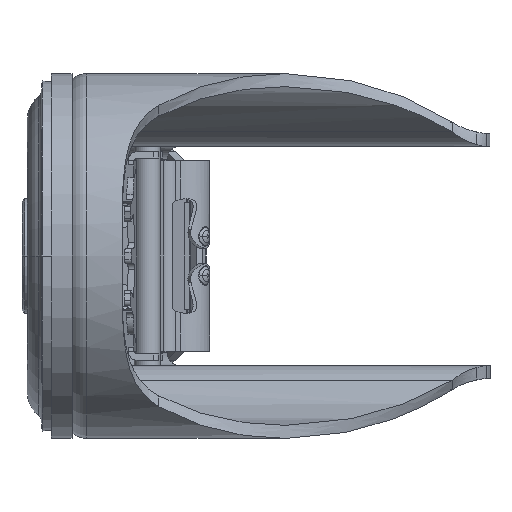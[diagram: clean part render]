
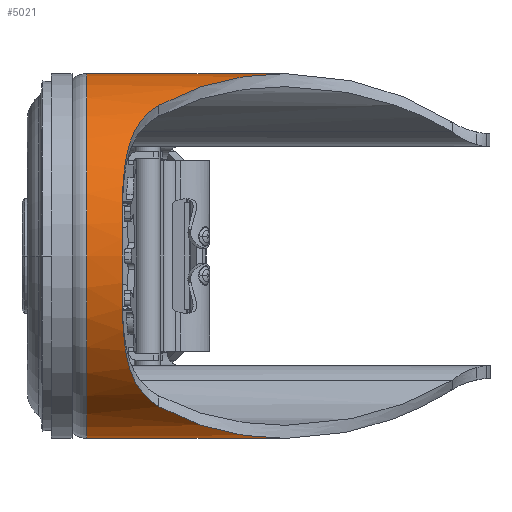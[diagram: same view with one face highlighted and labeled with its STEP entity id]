
A CAD part, left-side view. The second image highlights one B-rep face of the part: STEP entity #5021.
In plain terms, the highlighted cylindrical face has radius 35 mm (diameter 70 mm), a partial arc.
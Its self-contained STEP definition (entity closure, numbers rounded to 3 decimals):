
#473 = CARTESIAN_POINT ( 'NONE',  ( -19.742, -26.27, 28.901 ) ) ;
#562 = CARTESIAN_POINT ( 'NONE',  ( -6.24, -42.632, -34.478 ) ) ;
#576 = CARTESIAN_POINT ( 'NONE',  ( -35., -19.2, 0. ) ) ;
#1114 = CARTESIAN_POINT ( 'NONE',  ( 0., -12.414, 35. ) ) ;
#1415 = CARTESIAN_POINT ( 'NONE',  ( -34.862, -19.199, 3.804 ) ) ;
#2676 = EDGE_CURVE ( 'NONE', #27634, #9022, #4566, .T. ) ;
#4421 = CARTESIAN_POINT ( 'NONE',  ( -11.361, -36.318, -33.151 ) ) ;
#4566 = B_SPLINE_CURVE_WITH_KNOTS ( 'NONE', 3,
 ( #11734, #22133, #19984, #11589, #20407, #22387, #24362, #9630, #6847, #4988, #15426, #1415, #12008, #10044 ),
 .UNSPECIFIED., .F., .F.,
 ( 4, 1, 1, 1, 1, 1, 1, 1, 1, 1, 1, 4 ),
 ( 0., 0.091, 0.182, 0.273, 0.364, 0.455, 0.545, 0.636, 0.727, 0.818, 0.909, 1. ),
 .UNSPECIFIED. ) ;
#4585 = CARTESIAN_POINT ( 'NONE',  ( -19.742, -26.27, -28.901 ) ) ;
#4873 = CARTESIAN_POINT ( 'NONE',  ( -35., -19.2, 0. ) ) ;
#4988 = CARTESIAN_POINT ( 'NONE',  ( -33.282, -19.264, 11.02 ) ) ;
#5021 = ADVANCED_FACE ( 'NONE', ( #7358 ), #11555, .T. ) ;
#5132 = CARTESIAN_POINT ( 'NONE',  ( -30.606, -19.668, -17.072 ) ) ;
#5152 = CARTESIAN_POINT ( 'NONE',  ( -4.569, -44.706, 34.814 ) ) ;
#5312 = CARTESIAN_POINT ( 'NONE',  ( -1.469, -48.634, 35. ) ) ;
#5867 = LINE ( 'NONE', #6139, #15732 ) ;
#5929 = DIRECTION ( 'NONE',  ( 0., -1., 0. ) ) ;
#5984 = CARTESIAN_POINT ( 'NONE',  ( -20.327, -25.579, -28.501 ) ) ;
#6139 = CARTESIAN_POINT ( 'NONE',  ( 0., -111.94, 35. ) ) ;
#6277 = CARTESIAN_POINT ( 'NONE',  ( -16.516, -30.094, -30.917 ) ) ;
#6334 = CARTESIAN_POINT ( 'NONE',  ( 0., -50.511, -35. ) ) ;
#6847 = CARTESIAN_POINT ( 'NONE',  ( -32.047, -19.404, 14.2 ) ) ;
#6940 = DIRECTION ( 'NONE',  ( 0., 1., 0. ) ) ;
#6964 = DIRECTION ( 'NONE',  ( 0., 1., 0. ) ) ;
#7035 = B_SPLINE_CURVE_WITH_KNOTS ( 'NONE', 3,
 ( #4873, #13447, #15858, #24521, #20010, #24391, #5132, #17864, #24663, #13856, #13699, #22556, #5984, #14553 ),
 .UNSPECIFIED., .F., .F.,
 ( 4, 1, 1, 1, 1, 1, 1, 1, 1, 1, 1, 4 ),
 ( 0., 0.091, 0.182, 0.273, 0.364, 0.455, 0.545, 0.636, 0.727, 0.818, 0.909, 1. ),
 .UNSPECIFIED. ) ;
#7358 = FACE_OUTER_BOUND ( 'NONE', #22765, .T. ) ;
#8388 = CARTESIAN_POINT ( 'NONE',  ( -19.742, -26.27, -28.901 ) ) ;
#8741 = EDGE_CURVE ( 'NONE', #19747, #23208, #5867, .T. ) ;
#9022 = VERTEX_POINT ( 'NONE', #576 ) ;
#9091 = ORIENTED_EDGE ( 'NONE', *, *, #23720, .T. ) ;
#9630 = CARTESIAN_POINT ( 'NONE',  ( -30.604, -19.668, 17.077 ) ) ;
#10014 = VERTEX_POINT ( 'NONE', #4585 ) ;
#10044 = CARTESIAN_POINT ( 'NONE',  ( -35., -19.2, 0. ) ) ;
#10393 = ORIENTED_EDGE ( 'NONE', *, *, #2676, .F. ) ;
#10426 = CARTESIAN_POINT ( 'NONE',  ( 0., -12.414, 0. ) ) ;
#11011 = ORIENTED_EDGE ( 'NONE', *, *, #23088, .F. ) ;
#11018 = CARTESIAN_POINT ( 'NONE',  ( 0., -111.94, -35. ) ) ;
#11053 = EDGE_CURVE ( 'NONE', #20703, #22353, #26351, .T. ) ;
#11555 = CYLINDRICAL_SURFACE ( 'NONE', #14826, 35. ) ;
#11589 = CARTESIAN_POINT ( 'NONE',  ( -23.498, -22.78, 25.984 ) ) ;
#11645 = CARTESIAN_POINT ( 'NONE',  ( -9.609, -38.447, 33.801 ) ) ;
#11734 = CARTESIAN_POINT ( 'NONE',  ( -19.742, -26.27, 28.901 ) ) ;
#12008 = CARTESIAN_POINT ( 'NONE',  ( -35., -19.2, 1.275 ) ) ;
#13447 = CARTESIAN_POINT ( 'NONE',  ( -35., -19.2, -1.281 ) ) ;
#13699 = CARTESIAN_POINT ( 'NONE',  ( -23.512, -22.77, -25.972 ) ) ;
#13856 = CARTESIAN_POINT ( 'NONE',  ( -25.466, -21.575, -24.064 ) ) ;
#14553 = CARTESIAN_POINT ( 'NONE',  ( -19.742, -26.27, -28.901 ) ) ;
#14826 = AXIS2_PLACEMENT_3D ( 'NONE', #22101, #6940, #24598 ) ;
#14853 = CARTESIAN_POINT ( 'NONE',  ( -13.12, -34.181, -32.5 ) ) ;
#15426 = CARTESIAN_POINT ( 'NONE',  ( -34.248, -19.209, 7.527 ) ) ;
#15732 = VECTOR ( 'NONE', #27101, 1000. ) ;
#15858 = CARTESIAN_POINT ( 'NONE',  ( -34.86, -19.199, -3.819 ) ) ;
#16016 = CARTESIAN_POINT ( 'NONE',  ( 0., -50.511, 35. ) ) ;
#17595 = ORIENTED_EDGE ( 'NONE', *, *, #20892, .F. ) ;
#17697 = CARTESIAN_POINT ( 'NONE',  ( -1.461, -48.644, -35. ) ) ;
#17864 = CARTESIAN_POINT ( 'NONE',  ( -29.028, -20.087, -19.628 ) ) ;
#17888 = CARTESIAN_POINT ( 'NONE',  ( -19.742, -26.27, 28.901 ) ) ;
#18066 = CARTESIAN_POINT ( 'NONE',  ( 0., -50.511, 35. ) ) ;
#18553 = EDGE_CURVE ( 'NONE', #9022, #10014, #7035, .T. ) ;
#19747 = VERTEX_POINT ( 'NONE', #18066 ) ;
#19984 = CARTESIAN_POINT ( 'NONE',  ( -21.549, -24.326, 27.615 ) ) ;
#20010 = CARTESIAN_POINT ( 'NONE',  ( -33.271, -19.265, -11.052 ) ) ;
#20051 = ORIENTED_EDGE ( 'NONE', *, *, #18553, .F. ) ;
#20315 = CARTESIAN_POINT ( 'NONE',  ( -0.004, -50.505, 35. ) ) ;
#20407 = CARTESIAN_POINT ( 'NONE',  ( -25.443, -21.587, 24.087 ) ) ;
#20703 = VERTEX_POINT ( 'NONE', #6334 ) ;
#20892 = EDGE_CURVE ( 'NONE', #19747, #27634, #27882, .T. ) ;
#21705 = CARTESIAN_POINT ( 'NONE',  ( -7.921, -40.544, -34.141 ) ) ;
#21978 = CARTESIAN_POINT ( 'NONE',  ( 0., -50.511, -35. ) ) ;
#22101 = CARTESIAN_POINT ( 'NONE',  ( 0., -111.94, 0. ) ) ;
#22133 = CARTESIAN_POINT ( 'NONE',  ( -20.327, -25.58, 28.501 ) ) ;
#22303 = CARTESIAN_POINT ( 'NONE',  ( -14.882, -32.039, 31.847 ) ) ;
#22353 = VERTEX_POINT ( 'NONE', #23105 ) ;
#22387 = CARTESIAN_POINT ( 'NONE',  ( -27.293, -20.711, 21.972 ) ) ;
#22436 = CARTESIAN_POINT ( 'NONE',  ( -18.154, -28.144, 29.986 ) ) ;
#22556 = CARTESIAN_POINT ( 'NONE',  ( -21.552, -24.322, -27.612 ) ) ;
#22765 = EDGE_LOOP ( 'NONE', ( #17595, #26127, #9091, #27306, #11011, #20051, #10393 ) ) ;
#23088 = EDGE_CURVE ( 'NONE', #10014, #20703, #24053, .T. ) ;
#23105 = CARTESIAN_POINT ( 'NONE',  ( 0., -12.414, -35. ) ) ;
#23208 = VERTEX_POINT ( 'NONE', #1114 ) ;
#23468 = DIRECTION ( 'NONE',  ( 0., 0., 1. ) ) ;
#23720 = EDGE_CURVE ( 'NONE', #23208, #22353, #23933, .T. ) ;
#23933 = CIRCLE ( 'NONE', #27547, 35. ) ;
#24053 = B_SPLINE_CURVE_WITH_KNOTS ( 'NONE', 3,
 ( #8388, #25652, #6277, #14853, #4421, #21705, #562, #26084, #17697, #21978 ),
 .UNSPECIFIED., .F., .F.,
 ( 4, 2, 2, 2, 4 ),
 ( 0., 0.25, 0.5, 0.75, 1. ),
 .UNSPECIFIED. ) ;
#24362 = CARTESIAN_POINT ( 'NONE',  ( -29.014, -20.091, 19.648 ) ) ;
#24391 = CARTESIAN_POINT ( 'NONE',  ( -32.039, -19.405, -14.218 ) ) ;
#24521 = CARTESIAN_POINT ( 'NONE',  ( -34.242, -19.209, -7.556 ) ) ;
#24598 = DIRECTION ( 'NONE',  ( 0., 0., -1. ) ) ;
#24663 = CARTESIAN_POINT ( 'NONE',  ( -27.315, -20.702, -21.945 ) ) ;
#25652 = CARTESIAN_POINT ( 'NONE',  ( -18.153, -28.145, -29.986 ) ) ;
#26084 = CARTESIAN_POINT ( 'NONE',  ( -3.01, -46.682, -34.908 ) ) ;
#26127 = ORIENTED_EDGE ( 'NONE', *, *, #8741, .T. ) ;
#26351 = LINE ( 'NONE', #11018, #26465 ) ;
#26465 = VECTOR ( 'NONE', #6964, 1000. ) ;
#27101 = DIRECTION ( 'NONE',  ( 0., 1., 0. ) ) ;
#27306 = ORIENTED_EDGE ( 'NONE', *, *, #11053, .F. ) ;
#27547 = AXIS2_PLACEMENT_3D ( 'NONE', #10426, #5929, #23468 ) ;
#27634 = VERTEX_POINT ( 'NONE', #473 ) ;
#27882 = B_SPLINE_CURVE_WITH_KNOTS ( 'NONE', 3,
 ( #16016, #20315, #5312, #5152, #11645, #22303, #22436, #17888 ),
 .UNSPECIFIED., .F., .F.,
 ( 4, 1, 1, 1, 1, 4 ),
 ( 0., 0.001, 0.251, 0.5, 0.75, 1. ),
 .UNSPECIFIED. ) ;
